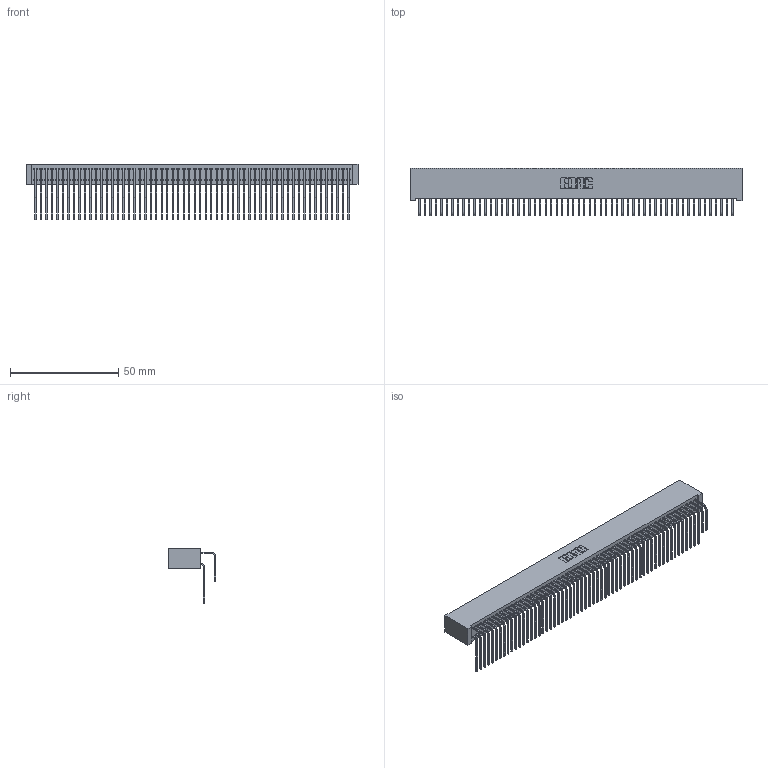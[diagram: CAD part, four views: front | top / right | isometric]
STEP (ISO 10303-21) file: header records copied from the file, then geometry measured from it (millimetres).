
FILE_DESCRIPTION (( 'STEP AP203' ), '1' );
FILE_NAME ('392-116-558-201.STEP', '2019-10-10T01:59:51', ( '' ), ( '' ), 'SwSTEP 2.0', 'SolidWorks 2016', '' );
FILE_SCHEMA (( 'CONFIG_CONTROL_DESIGN' ));
Length unit declared in the file: inch
Products named in the file (4): 345-292-001_558 Tail - 2; 392-116-558-201; 342 Part_Lugless; 345-292-001_558 559 Tail - 1
Assembly tree (117 placements, depth 2):
  392-116-558-201
    342 Part_Lugless
    345-292-001_558 559 Tail - 1  x58
    345-292-001_558 Tail - 2  x58
Bounding box: 153.57 x 21.91 x 25.78 mm (x, y, z)
Volume: 14982.5 mm3; surface area: 28255.4 mm2
Topology: 117 solids, 117 shells, 6366 faces, 18951 edges, 12478 vertices
Faces by surface type: plane 4470, cylinder 1896
Entity records: 36619 total; most frequent: CARTESIAN_POINT 6097, ORIENTED_EDGE 5982, DIRECTION 5155, EDGE_CURVE 2991, LINE 2831, VECTOR 2831, VERTEX_POINT 1990, AXIS2_PLACEMENT_3D 1162
